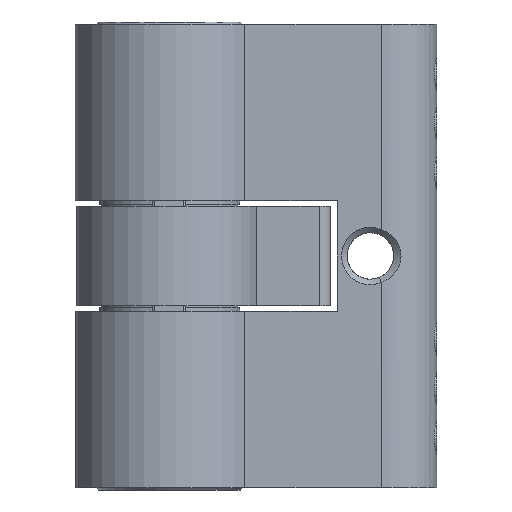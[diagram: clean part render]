
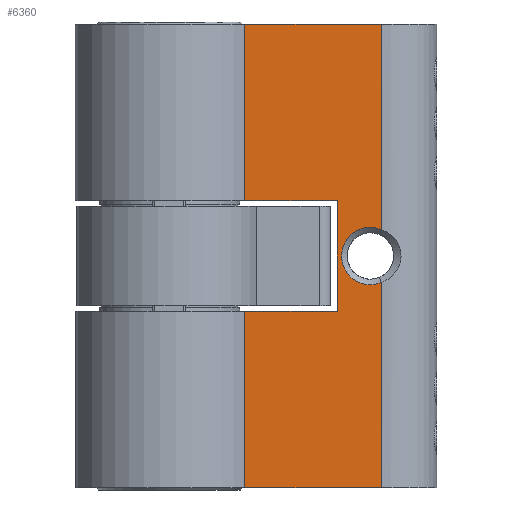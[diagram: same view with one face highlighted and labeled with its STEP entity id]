
A CAD part, left-side view. The second image highlights one B-rep face of the part: STEP entity #6360.
In plain terms, the highlighted planar face has unit normal (-1, 0, 0).
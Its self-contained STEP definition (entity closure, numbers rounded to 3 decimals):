
#3 = DIRECTION ( 'NONE',  ( 0., 1., 0. ) ) ;
#76 = EDGE_CURVE ( 'NONE', #5342, #2179, #301, .T. ) ;
#119 = LINE ( 'NONE', #6073, #428 ) ;
#182 = VECTOR ( 'NONE', #3477, 1000. ) ;
#275 = ORIENTED_EDGE ( 'NONE', *, *, #4582, .T. ) ;
#288 = CARTESIAN_POINT ( 'NONE',  ( -5., 2.751, 21. ) ) ;
#301 = LINE ( 'NONE', #2091, #6251 ) ;
#339 = ORIENTED_EDGE ( 'NONE', *, *, #76, .F. ) ;
#428 = VECTOR ( 'NONE', #594, 1000. ) ;
#437 = LINE ( 'NONE', #288, #1540 ) ;
#452 = VERTEX_POINT ( 'NONE', #5593 ) ;
#518 = LINE ( 'NONE', #6263, #798 ) ;
#576 = CARTESIAN_POINT ( 'NONE',  ( -5., 2.751, 5. ) ) ;
#594 = DIRECTION ( 'NONE',  ( 0., 0., -1. ) ) ;
#652 = CIRCLE ( 'NONE', #3108, 2.6 ) ;
#654 = DIRECTION ( 'NONE',  ( 0., 0., -1. ) ) ;
#672 = ORIENTED_EDGE ( 'NONE', *, *, #4856, .T. ) ;
#675 = VERTEX_POINT ( 'NONE', #4889 ) ;
#702 = DIRECTION ( 'NONE',  ( 0., 1., 0. ) ) ;
#727 = CARTESIAN_POINT ( 'NONE',  ( -5., -5.625, 5. ) ) ;
#734 = CARTESIAN_POINT ( 'NONE',  ( -5., -5.625, 21. ) ) ;
#752 = DIRECTION ( 'NONE',  ( 0., 0., 1. ) ) ;
#798 = VECTOR ( 'NONE', #3255, 1000. ) ;
#1116 = VECTOR ( 'NONE', #2465, 1000. ) ;
#1181 = ORIENTED_EDGE ( 'NONE', *, *, #5125, .F. ) ;
#1260 = DIRECTION ( 'NONE',  ( 0., 0., -1. ) ) ;
#1437 = LINE ( 'NONE', #734, #6440 ) ;
#1540 = VECTOR ( 'NONE', #1260, 1000. ) ;
#1917 = CARTESIAN_POINT ( 'NONE',  ( -5., -9.625, -21. ) ) ;
#2025 = ORIENTED_EDGE ( 'NONE', *, *, #2450, .F. ) ;
#2091 = CARTESIAN_POINT ( 'NONE',  ( -5., -9.625, 21. ) ) ;
#2137 = ORIENTED_EDGE ( 'NONE', *, *, #3482, .F. ) ;
#2159 = ORIENTED_EDGE ( 'NONE', *, *, #4485, .T. ) ;
#2179 = VERTEX_POINT ( 'NONE', #4824 ) ;
#2260 = LINE ( 'NONE', #5889, #2337 ) ;
#2316 = VERTEX_POINT ( 'NONE', #576 ) ;
#2337 = VECTOR ( 'NONE', #6340, 1000. ) ;
#2374 = EDGE_CURVE ( 'NONE', #2456, #2539, #437, .T. ) ;
#2450 = EDGE_CURVE ( 'NONE', #2456, #675, #2260, .T. ) ;
#2456 = VERTEX_POINT ( 'NONE', #5957 ) ;
#2465 = DIRECTION ( 'NONE',  ( 0., -1., 0. ) ) ;
#2489 = AXIS2_PLACEMENT_3D ( 'NONE', #4016, #5009, #4085 ) ;
#2539 = VERTEX_POINT ( 'NONE', #2681 ) ;
#2558 = VERTEX_POINT ( 'NONE', #727 ) ;
#2681 = CARTESIAN_POINT ( 'NONE',  ( -5., 2.751, -21. ) ) ;
#2858 = CARTESIAN_POINT ( 'NONE',  ( -5., -9.625, 21. ) ) ;
#2866 = VERTEX_POINT ( 'NONE', #1917 ) ;
#2974 = CARTESIAN_POINT ( 'NONE',  ( -5., -9.625, 21. ) ) ;
#2995 = LINE ( 'NONE', #2974, #182 ) ;
#3030 = DIRECTION ( 'NONE',  ( 1., 0., 0. ) ) ;
#3108 = AXIS2_PLACEMENT_3D ( 'NONE', #6040, #3030, #3 ) ;
#3255 = DIRECTION ( 'NONE',  ( 0., 0., -1. ) ) ;
#3477 = DIRECTION ( 'NONE',  ( 0., -1., 0. ) ) ;
#3482 = EDGE_CURVE ( 'NONE', #452, #2866, #518, .T. ) ;
#3559 = PLANE ( 'NONE',  #2489 ) ;
#3570 = ORIENTED_EDGE ( 'NONE', *, *, #4103, .F. ) ;
#3759 = EDGE_LOOP ( 'NONE', ( #2137, #275, #339, #6129, #672, #3570, #1181, #2025, #4184, #2159 ) ) ;
#3945 = LINE ( 'NONE', #5168, #6213 ) ;
#4016 = CARTESIAN_POINT ( 'NONE',  ( -5., -9.625, 21. ) ) ;
#4085 = DIRECTION ( 'NONE',  ( 0., 1., 0. ) ) ;
#4103 = EDGE_CURVE ( 'NONE', #2558, #2316, #3945, .T. ) ;
#4184 = ORIENTED_EDGE ( 'NONE', *, *, #2374, .T. ) ;
#4485 = EDGE_CURVE ( 'NONE', #2539, #2866, #4651, .T. ) ;
#4582 = EDGE_CURVE ( 'NONE', #452, #2179, #652, .T. ) ;
#4651 = LINE ( 'NONE', #6414, #1116 ) ;
#4824 = CARTESIAN_POINT ( 'NONE',  ( -5., -9.625, 2.4 ) ) ;
#4856 = EDGE_CURVE ( 'NONE', #5674, #2316, #119, .T. ) ;
#4889 = CARTESIAN_POINT ( 'NONE',  ( -5., -5.625, -5. ) ) ;
#5009 = DIRECTION ( 'NONE',  ( 1., 0., 0. ) ) ;
#5125 = EDGE_CURVE ( 'NONE', #675, #2558, #1437, .T. ) ;
#5168 = CARTESIAN_POINT ( 'NONE',  ( -5., -9.625, 5. ) ) ;
#5342 = VERTEX_POINT ( 'NONE', #2858 ) ;
#5488 = CARTESIAN_POINT ( 'NONE',  ( -5., 2.751, 21. ) ) ;
#5593 = CARTESIAN_POINT ( 'NONE',  ( -5., -9.625, -2.4 ) ) ;
#5674 = VERTEX_POINT ( 'NONE', #5488 ) ;
#5745 = FACE_OUTER_BOUND ( 'NONE', #3759, .T. ) ;
#5889 = CARTESIAN_POINT ( 'NONE',  ( -5., -9.625, -5. ) ) ;
#5957 = CARTESIAN_POINT ( 'NONE',  ( -5., 2.751, -5. ) ) ;
#6009 = EDGE_CURVE ( 'NONE', #5674, #5342, #2995, .T. ) ;
#6040 = CARTESIAN_POINT ( 'NONE',  ( -5., -8.625, 0. ) ) ;
#6073 = CARTESIAN_POINT ( 'NONE',  ( -5., 2.751, 21. ) ) ;
#6129 = ORIENTED_EDGE ( 'NONE', *, *, #6009, .F. ) ;
#6213 = VECTOR ( 'NONE', #702, 1000. ) ;
#6251 = VECTOR ( 'NONE', #654, 1000. ) ;
#6263 = CARTESIAN_POINT ( 'NONE',  ( -5., -9.625, 21. ) ) ;
#6340 = DIRECTION ( 'NONE',  ( 0., -1., 0. ) ) ;
#6360 = ADVANCED_FACE ( 'NONE', ( #5745 ), #3559, .F. ) ;
#6414 = CARTESIAN_POINT ( 'NONE',  ( -5., -9.625, -21. ) ) ;
#6440 = VECTOR ( 'NONE', #752, 1000. ) ;
